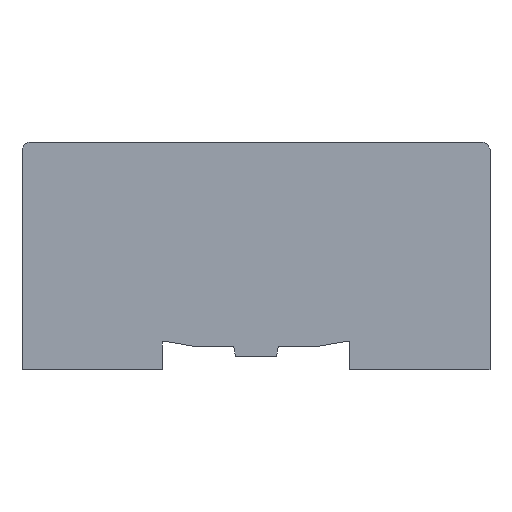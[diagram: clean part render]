
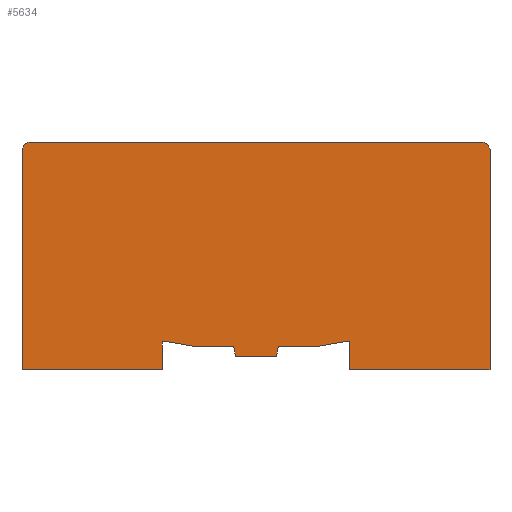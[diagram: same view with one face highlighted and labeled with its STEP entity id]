
A CAD part, left-side view. The second image highlights one B-rep face of the part: STEP entity #5634.
In plain terms, the highlighted planar face has unit normal (-1, 0, 0).
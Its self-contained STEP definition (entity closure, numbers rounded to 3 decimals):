
#4835=CARTESIAN_POINT('',(0.0,-50.,-2.899));
#4836=VERTEX_POINT('',#4835);
#4843=CARTESIAN_POINT('',(0.0,-20.,-2.899));
#4844=VERTEX_POINT('',#4843);
#4845=CARTESIAN_POINT('',(0.0,-50.,-2.899));
#4846=DIRECTION('',(0.0,1.0,0.0));
#4847=VECTOR('',#4846,30.);
#4848=LINE('',#4845,#4847);
#4849=EDGE_CURVE('',#4836,#4844,#4848,.T.);
#4882=CARTESIAN_POINT('',(0.,-50.,44.201));
#4883=VERTEX_POINT('',#4882);
#4890=CARTESIAN_POINT('',(0.,-50.,44.201));
#4891=DIRECTION('',(0.0,0.0,-1.0));
#4892=VECTOR('',#4891,47.1);
#4893=LINE('',#4890,#4892);
#4894=EDGE_CURVE('',#4883,#4836,#4893,.T.);
#4906=CARTESIAN_POINT('',(0.,-49.561,45.261));
#4907=VERTEX_POINT('',#4906);
#4914=CARTESIAN_POINT('',(0.,-49.561,45.261));
#4915=DIRECTION('',(0.,-0.382,-0.924));
#4916=VECTOR('',#4915,1.148);
#4917=LINE('',#4914,#4916);
#4918=EDGE_CURVE('',#4907,#4883,#4917,.T.);
#4961=CARTESIAN_POINT('',(0.,-48.5,45.701));
#4962=VERTEX_POINT('',#4961);
#4969=CARTESIAN_POINT('',(0.,-48.5,45.701));
#4970=DIRECTION('',(0.,-0.924,-0.383));
#4971=VECTOR('',#4970,1.148);
#4972=LINE('',#4969,#4971);
#4973=EDGE_CURVE('',#4962,#4907,#4972,.T.);
#4985=CARTESIAN_POINT('',(0.,49.561,45.261));
#4986=VERTEX_POINT('',#4985);
#4993=CARTESIAN_POINT('',(0.,48.5,45.701));
#4994=VERTEX_POINT('',#4993);
#4995=CARTESIAN_POINT('',(0.,49.561,45.261));
#4996=DIRECTION('',(0.,-0.924,0.383));
#4997=VECTOR('',#4996,1.148);
#4998=LINE('',#4995,#4997);
#4999=EDGE_CURVE('',#4986,#4994,#4998,.T.);
#5016=CARTESIAN_POINT('',(0.,50.,44.201));
#5017=VERTEX_POINT('',#5016);
#5024=CARTESIAN_POINT('',(0.,50.,44.201));
#5025=DIRECTION('',(0.,-0.383,0.924));
#5026=VECTOR('',#5025,1.148);
#5027=LINE('',#5024,#5026);
#5028=EDGE_CURVE('',#5017,#4986,#5027,.T.);
#5040=CARTESIAN_POINT('',(0.0,50.,-2.899));
#5041=VERTEX_POINT('',#5040);
#5048=CARTESIAN_POINT('',(0.,50.,-2.899));
#5049=DIRECTION('',(0.0,0.0,1.0));
#5050=VECTOR('',#5049,47.1);
#5051=LINE('',#5048,#5050);
#5052=EDGE_CURVE('',#5041,#5017,#5051,.T.);
#5090=CARTESIAN_POINT('',(0.,48.5,45.701));
#5091=DIRECTION('',(0.0,-1.0,0.0));
#5092=VECTOR('',#5091,97.);
#5093=LINE('',#5090,#5092);
#5094=EDGE_CURVE('',#4994,#4962,#5093,.T.);
#5141=CARTESIAN_POINT('',(0.0,-20.,3.101));
#5142=VERTEX_POINT('',#5141);
#5143=CARTESIAN_POINT('',(0.,-20.,-2.899));
#5144=DIRECTION('',(0.0,0.0,1.0));
#5145=VECTOR('',#5144,6.);
#5146=LINE('',#5143,#5145);
#5147=EDGE_CURVE('',#4844,#5142,#5146,.T.);
#5172=CARTESIAN_POINT('',(0.0,-18.9,3.101));
#5173=VERTEX_POINT('',#5172);
#5174=CARTESIAN_POINT('',(0.0,-20.,3.101));
#5175=DIRECTION('',(0.0,1.0,0.0));
#5176=VECTOR('',#5175,1.1);
#5177=LINE('',#5174,#5176);
#5178=EDGE_CURVE('',#5142,#5173,#5177,.T.);
#5203=CARTESIAN_POINT('',(0.0,-12.662,2.001));
#5204=VERTEX_POINT('',#5203);
#5205=CARTESIAN_POINT('',(0.,-18.9,3.101));
#5206=DIRECTION('',(0.,0.985,-0.174));
#5207=VECTOR('',#5206,6.335);
#5208=LINE('',#5205,#5207);
#5209=EDGE_CURVE('',#5173,#5204,#5208,.T.);
#5234=CARTESIAN_POINT('',(0.0,-4.75,2.001));
#5235=VERTEX_POINT('',#5234);
#5236=CARTESIAN_POINT('',(0.0,-12.662,2.001));
#5237=DIRECTION('',(0.0,1.0,0.0));
#5238=VECTOR('',#5237,7.912);
#5239=LINE('',#5236,#5238);
#5240=EDGE_CURVE('',#5204,#5235,#5239,.T.);
#5265=CARTESIAN_POINT('',(0.0,-4.397,0.0));
#5266=VERTEX_POINT('',#5265);
#5267=CARTESIAN_POINT('',(0.,-4.75,2.001));
#5268=DIRECTION('',(0.,0.174,-0.985));
#5269=VECTOR('',#5268,2.032);
#5270=LINE('',#5267,#5269);
#5271=EDGE_CURVE('',#5235,#5266,#5270,.T.);
#5296=CARTESIAN_POINT('',(0.0,4.397,0.0));
#5297=VERTEX_POINT('',#5296);
#5298=CARTESIAN_POINT('',(0.0,-4.397,0.0));
#5299=DIRECTION('',(0.0,1.0,0.0));
#5300=VECTOR('',#5299,8.795);
#5301=LINE('',#5298,#5300);
#5302=EDGE_CURVE('',#5266,#5297,#5301,.T.);
#5327=CARTESIAN_POINT('',(0.0,4.75,2.001));
#5328=VERTEX_POINT('',#5327);
#5329=CARTESIAN_POINT('',(0.,4.397,0.));
#5330=DIRECTION('',(0.,0.173,0.985));
#5331=VECTOR('',#5330,2.032);
#5332=LINE('',#5329,#5331);
#5333=EDGE_CURVE('',#5297,#5328,#5332,.T.);
#5358=CARTESIAN_POINT('',(0.0,12.661,2.001));
#5359=VERTEX_POINT('',#5358);
#5360=CARTESIAN_POINT('',(0.0,4.75,2.001));
#5361=DIRECTION('',(0.0,1.0,0.0));
#5362=VECTOR('',#5361,7.912);
#5363=LINE('',#5360,#5362);
#5364=EDGE_CURVE('',#5328,#5359,#5363,.T.);
#5389=CARTESIAN_POINT('',(0.0,18.9,3.101));
#5390=VERTEX_POINT('',#5389);
#5391=CARTESIAN_POINT('',(0.,12.661,2.001));
#5392=DIRECTION('',(0.,0.985,0.174));
#5393=VECTOR('',#5392,6.335);
#5394=LINE('',#5391,#5393);
#5395=EDGE_CURVE('',#5359,#5390,#5394,.T.);
#5420=CARTESIAN_POINT('',(0.0,20.,3.101));
#5421=VERTEX_POINT('',#5420);
#5422=CARTESIAN_POINT('',(0.0,18.9,3.101));
#5423=DIRECTION('',(0.0,1.0,0.0));
#5424=VECTOR('',#5423,1.1);
#5425=LINE('',#5422,#5424);
#5426=EDGE_CURVE('',#5390,#5421,#5425,.T.);
#5451=CARTESIAN_POINT('',(0.0,20.,2.6));
#5452=VERTEX_POINT('',#5451);
#5453=CARTESIAN_POINT('',(0.,20.,3.101));
#5454=DIRECTION('',(0.,0.001,-1.));
#5455=VECTOR('',#5454,0.5);
#5456=LINE('',#5453,#5455);
#5457=EDGE_CURVE('',#5421,#5452,#5456,.T.);
#5482=CARTESIAN_POINT('',(0.0,20.,-2.899));
#5483=VERTEX_POINT('',#5482);
#5484=CARTESIAN_POINT('',(0.,20.,2.6));
#5485=DIRECTION('',(0.0,0.0,-1.0));
#5486=VECTOR('',#5485,5.5);
#5487=LINE('',#5484,#5486);
#5488=EDGE_CURVE('',#5452,#5483,#5487,.T.);
#5529=CARTESIAN_POINT('',(0.0,20.,-2.899));
#5530=DIRECTION('',(0.0,1.0,0.0));
#5531=VECTOR('',#5530,30.);
#5532=LINE('',#5529,#5531);
#5533=EDGE_CURVE('',#5483,#5041,#5532,.T.);
#5606=CARTESIAN_POINT('',(0.,0.,20.837));
#5607=DIRECTION('',(-1.0,0.0,0.0));
#5608=DIRECTION('',(0.0,0.0,1.0));
#5609=AXIS2_PLACEMENT_3D('',#5606,#5607,#5608);
#5610=PLANE('',#5609);
#5611=ORIENTED_EDGE('',*,*,#5094,.F.);
#5612=ORIENTED_EDGE('',*,*,#4999,.F.);
#5613=ORIENTED_EDGE('',*,*,#5028,.F.);
#5614=ORIENTED_EDGE('',*,*,#5052,.F.);
#5615=ORIENTED_EDGE('',*,*,#5533,.F.);
#5616=ORIENTED_EDGE('',*,*,#5488,.F.);
#5617=ORIENTED_EDGE('',*,*,#5457,.F.);
#5618=ORIENTED_EDGE('',*,*,#5426,.F.);
#5619=ORIENTED_EDGE('',*,*,#5395,.F.);
#5620=ORIENTED_EDGE('',*,*,#5364,.F.);
#5621=ORIENTED_EDGE('',*,*,#5333,.F.);
#5622=ORIENTED_EDGE('',*,*,#5302,.F.);
#5623=ORIENTED_EDGE('',*,*,#5271,.F.);
#5624=ORIENTED_EDGE('',*,*,#5240,.F.);
#5625=ORIENTED_EDGE('',*,*,#5209,.F.);
#5626=ORIENTED_EDGE('',*,*,#5178,.F.);
#5627=ORIENTED_EDGE('',*,*,#5147,.F.);
#5628=ORIENTED_EDGE('',*,*,#4849,.F.);
#5629=ORIENTED_EDGE('',*,*,#4894,.F.);
#5630=ORIENTED_EDGE('',*,*,#4918,.F.);
#5631=ORIENTED_EDGE('',*,*,#4973,.F.);
#5632=EDGE_LOOP('',(#5611,#5612,#5613,#5614,#5615,#5616,#5617,#5618,#5619,#5620,#5621,#5622,#5623,#5624,#5625,#5626,#5627,#5628,#5629,#5630,#5631));
#5633=FACE_OUTER_BOUND('',#5632,.T.);
#5634=ADVANCED_FACE('',(#5633),#5610,.T.);
